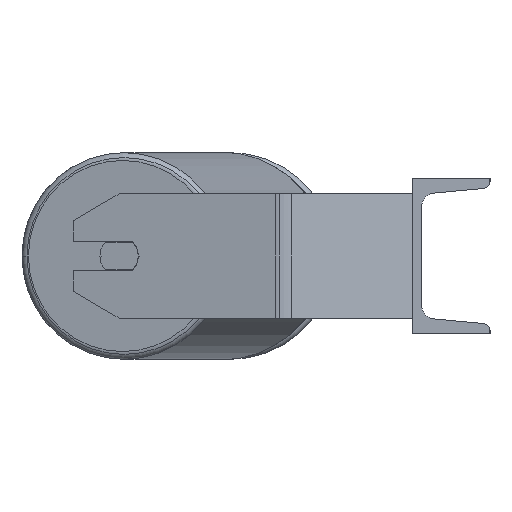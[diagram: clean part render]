
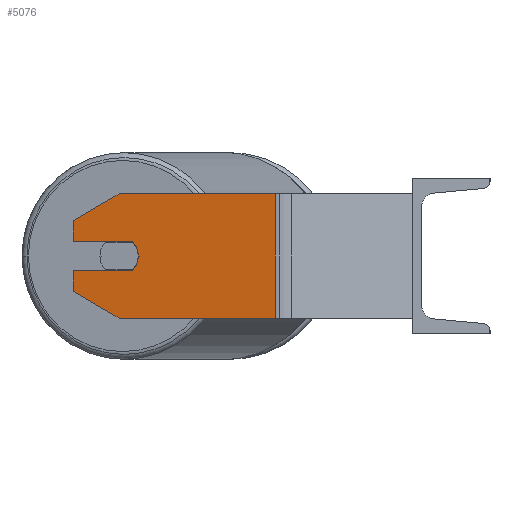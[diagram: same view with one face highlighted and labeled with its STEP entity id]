
A CAD part, left-side view. The second image highlights one B-rep face of the part: STEP entity #5076.
In plain terms, the highlighted planar face has unit normal (-0.985, 0.174, 0).
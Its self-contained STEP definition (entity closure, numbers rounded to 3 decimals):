
#65 = FACE_OUTER_BOUND ( 'NONE', #4040, .T. ) ;
#85 = ORIENTED_EDGE ( 'NONE', *, *, #279, .F. ) ;
#266 = CARTESIAN_POINT ( 'NONE',  ( -613.864, 188.653, 0. ) ) ;
#279 = EDGE_CURVE ( 'NONE', #7726, #1816, #2150, .T. ) ;
#361 = VERTEX_POINT ( 'NONE', #723 ) ;
#444 = DIRECTION ( 'NONE',  ( -0.174, -0.985, 0. ) ) ;
#481 = CARTESIAN_POINT ( 'NONE',  ( -608.655, 218.198, -22.679 ) ) ;
#594 = LINE ( 'NONE', #6804, #8169 ) ;
#603 = DIRECTION ( 'NONE',  ( 0., 0., -1. ) ) ;
#702 = DIRECTION ( 'NONE',  ( 0., 0., -1. ) ) ;
#723 = CARTESIAN_POINT ( 'NONE',  ( -631.582, 88.17, 40. ) ) ;
#841 = CARTESIAN_POINT ( 'NONE',  ( -615.275, 180.653, 9.5 ) ) ;
#910 = VERTEX_POINT ( 'NONE', #3067 ) ;
#1106 = CIRCLE ( 'NONE', #4633, 12.5 ) ;
#1217 = VERTEX_POINT ( 'NONE', #481 ) ;
#1234 = DIRECTION ( 'NONE',  ( -0.174, -0.985, 0. ) ) ;
#1422 = ORIENTED_EDGE ( 'NONE', *, *, #7029, .F. ) ;
#1617 = EDGE_CURVE ( 'NONE', #8574, #1217, #5512, .T. ) ;
#1661 = CARTESIAN_POINT ( 'NONE',  ( -616.035, 176.343, 0. ) ) ;
#1724 = LINE ( 'NONE', #7550, #7023 ) ;
#1816 = VERTEX_POINT ( 'NONE', #5084 ) ;
#1876 = ORIENTED_EDGE ( 'NONE', *, *, #6645, .F. ) ;
#2034 = CARTESIAN_POINT ( 'NONE',  ( -608.655, 218.198, 40. ) ) ;
#2150 = LINE ( 'NONE', #5674, #8693 ) ;
#2191 = DIRECTION ( 'NONE',  ( 0.174, 0.985, 0. ) ) ;
#2308 = EDGE_CURVE ( 'NONE', #3594, #1816, #2765, .T. ) ;
#2451 = AXIS2_PLACEMENT_3D ( 'NONE', #9073, #3504, #2191 ) ;
#2765 = LINE ( 'NONE', #7152, #7283 ) ;
#2829 = VERTEX_POINT ( 'NONE', #1661 ) ;
#3067 = CARTESIAN_POINT ( 'NONE',  ( -613.864, 188.653, -40. ) ) ;
#3071 = DIRECTION ( 'NONE',  ( -0.985, 0.174, 0. ) ) ;
#3504 = DIRECTION ( 'NONE',  ( 0.985, -0.174, 0. ) ) ;
#3594 = VERTEX_POINT ( 'NONE', #8446 ) ;
#3618 = ORIENTED_EDGE ( 'NONE', *, *, #4423, .T. ) ;
#3990 = LINE ( 'NONE', #6809, #8430 ) ;
#4040 = EDGE_LOOP ( 'NONE', ( #7228, #6255, #6441, #5851, #4369, #3618, #7479, #85, #1422, #8462, #1876 ) ) ;
#4227 = AXIS2_PLACEMENT_3D ( 'NONE', #5500, #4763, #8334 ) ;
#4348 = EDGE_CURVE ( 'NONE', #6827, #361, #5125, .T. ) ;
#4369 = ORIENTED_EDGE ( 'NONE', *, *, #4348, .F. ) ;
#4423 = EDGE_CURVE ( 'NONE', #6827, #3594, #594, .T. ) ;
#4633 = AXIS2_PLACEMENT_3D ( 'NONE', #266, #3071, #444 ) ;
#4688 = DIRECTION ( 'NONE',  ( -0.174, -0.985, 0. ) ) ;
#4763 = DIRECTION ( 'NONE',  ( -0.985, 0.174, 0. ) ) ;
#4817 = EDGE_CURVE ( 'NONE', #8623, #2829, #1106, .T. ) ;
#4928 = VERTEX_POINT ( 'NONE', #8840 ) ;
#4941 = CIRCLE ( 'NONE', #4227, 12.5 ) ;
#5044 = VECTOR ( 'NONE', #5981, 1000. ) ;
#5065 = VECTOR ( 'NONE', #603, 1000. ) ;
#5076 = ADVANCED_FACE ( 'NONE', ( #65 ), #5671, .F. ) ;
#5084 = CARTESIAN_POINT ( 'NONE',  ( -608.655, 218.198, 9.5 ) ) ;
#5125 = LINE ( 'NONE', #7409, #5044 ) ;
#5309 = DIRECTION ( 'NONE',  ( 0.15, 0.853, -0.5 ) ) ;
#5469 = EDGE_CURVE ( 'NONE', #361, #4928, #6900, .T. ) ;
#5500 = CARTESIAN_POINT ( 'NONE',  ( -613.864, 188.653, 0. ) ) ;
#5512 = LINE ( 'NONE', #2034, #8732 ) ;
#5671 = PLANE ( 'NONE',  #2451 ) ;
#5674 = CARTESIAN_POINT ( 'NONE',  ( -608.655, 218.198, 9.5 ) ) ;
#5851 = ORIENTED_EDGE ( 'NONE', *, *, #5469, .F. ) ;
#5981 = DIRECTION ( 'NONE',  ( -0.174, -0.985, 0. ) ) ;
#6255 = ORIENTED_EDGE ( 'NONE', *, *, #7546, .T. ) ;
#6414 = DIRECTION ( 'NONE',  ( 0., 0., -1. ) ) ;
#6441 = ORIENTED_EDGE ( 'NONE', *, *, #8299, .T. ) ;
#6470 = DIRECTION ( 'NONE',  ( 0.174, 0.985, 0. ) ) ;
#6645 = EDGE_CURVE ( 'NONE', #8574, #8623, #1724, .T. ) ;
#6804 = CARTESIAN_POINT ( 'NONE',  ( -608.655, 218.198, 22.679 ) ) ;
#6809 = CARTESIAN_POINT ( 'NONE',  ( -608.655, 218.198, -40. ) ) ;
#6827 = VERTEX_POINT ( 'NONE', #8534 ) ;
#6900 = LINE ( 'NONE', #8161, #5065 ) ;
#7023 = VECTOR ( 'NONE', #4688, 1000. ) ;
#7029 = EDGE_CURVE ( 'NONE', #2829, #7726, #4941, .T. ) ;
#7152 = CARTESIAN_POINT ( 'NONE',  ( -608.655, 218.198, 40. ) ) ;
#7228 = ORIENTED_EDGE ( 'NONE', *, *, #1617, .T. ) ;
#7283 = VECTOR ( 'NONE', #6414, 1000. ) ;
#7319 = CARTESIAN_POINT ( 'NONE',  ( -608.655, 218.198, -9.5 ) ) ;
#7409 = CARTESIAN_POINT ( 'NONE',  ( -608.655, 218.198, 40. ) ) ;
#7479 = ORIENTED_EDGE ( 'NONE', *, *, #2308, .T. ) ;
#7508 = LINE ( 'NONE', #8967, #8968 ) ;
#7546 = EDGE_CURVE ( 'NONE', #1217, #910, #7508, .T. ) ;
#7550 = CARTESIAN_POINT ( 'NONE',  ( -615.275, 180.653, -9.5 ) ) ;
#7726 = VERTEX_POINT ( 'NONE', #841 ) ;
#8161 = CARTESIAN_POINT ( 'NONE',  ( -631.582, 88.17, 40. ) ) ;
#8169 = VECTOR ( 'NONE', #5309, 1000. ) ;
#8299 = EDGE_CURVE ( 'NONE', #910, #4928, #3990, .T. ) ;
#8324 = CARTESIAN_POINT ( 'NONE',  ( -615.275, 180.653, -9.5 ) ) ;
#8334 = DIRECTION ( 'NONE',  ( -0.174, -0.985, 0. ) ) ;
#8355 = DIRECTION ( 'NONE',  ( -0.15, -0.853, -0.5 ) ) ;
#8430 = VECTOR ( 'NONE', #1234, 1000. ) ;
#8446 = CARTESIAN_POINT ( 'NONE',  ( -608.655, 218.198, 22.679 ) ) ;
#8462 = ORIENTED_EDGE ( 'NONE', *, *, #4817, .F. ) ;
#8534 = CARTESIAN_POINT ( 'NONE',  ( -613.864, 188.653, 40. ) ) ;
#8574 = VERTEX_POINT ( 'NONE', #7319 ) ;
#8623 = VERTEX_POINT ( 'NONE', #8324 ) ;
#8693 = VECTOR ( 'NONE', #6470, 1000. ) ;
#8732 = VECTOR ( 'NONE', #702, 1000. ) ;
#8840 = CARTESIAN_POINT ( 'NONE',  ( -631.582, 88.17, -40. ) ) ;
#8967 = CARTESIAN_POINT ( 'NONE',  ( -613.864, 188.653, -40. ) ) ;
#8968 = VECTOR ( 'NONE', #8355, 1000. ) ;
#9073 = CARTESIAN_POINT ( 'NONE',  ( -608.655, 218.198, 40. ) ) ;
